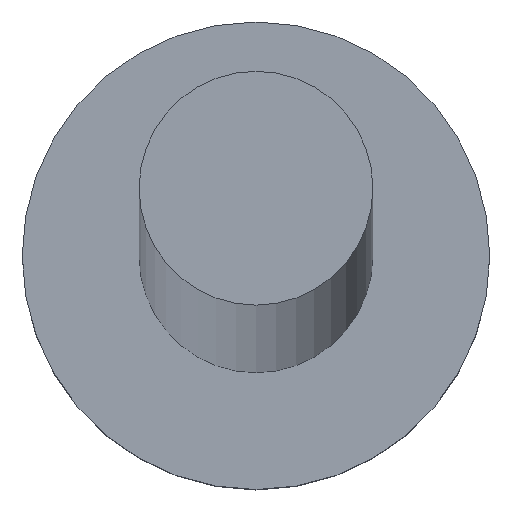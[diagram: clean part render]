
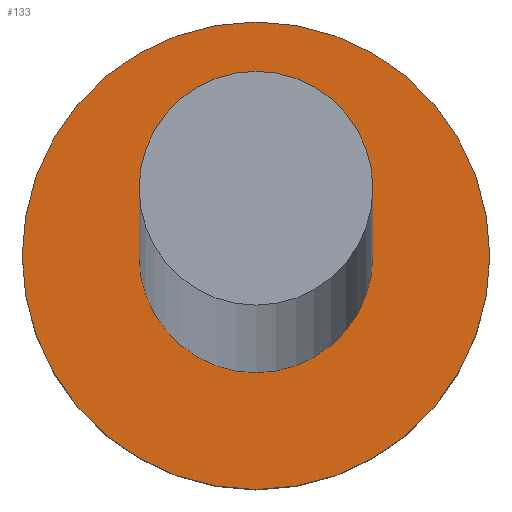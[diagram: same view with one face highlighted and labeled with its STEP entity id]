
A CAD part, top view. The second image highlights one B-rep face of the part: STEP entity #133.
In plain terms, the highlighted planar face has unit normal (0, 0, 1).
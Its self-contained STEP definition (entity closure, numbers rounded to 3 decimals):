
#5 = EDGE_CURVE ( 'NONE', #228, #143, #225, .T. ) ;
#7 = DIRECTION ( 'NONE',  ( 1., 0., 0. ) ) ;
#8 = DIRECTION ( 'NONE',  ( 1., 0., 0. ) ) ;
#9 = AXIS2_PLACEMENT_3D ( 'NONE', #31, #10, #113 ) ;
#10 = DIRECTION ( 'NONE',  ( 0., 0., 1. ) ) ;
#17 = CARTESIAN_POINT ( 'NONE',  ( 0.75, 0., 1.5 ) ) ;
#19 = CIRCLE ( 'NONE', #232, 1.5 ) ;
#31 = CARTESIAN_POINT ( 'NONE',  ( 0., 0., 1.5 ) ) ;
#40 = PLANE ( 'NONE',  #151 ) ;
#48 = DIRECTION ( 'NONE',  ( 1., 0., 0. ) ) ;
#52 = DIRECTION ( 'NONE',  ( 0., 0., 1. ) ) ;
#57 = FACE_OUTER_BOUND ( 'NONE', #206, .T. ) ;
#60 = CARTESIAN_POINT ( 'NONE',  ( -0.75, 0., 1.5 ) ) ;
#67 = ORIENTED_EDGE ( 'NONE', *, *, #5, .T. ) ;
#74 = DIRECTION ( 'NONE',  ( 1., 0., 0. ) ) ;
#76 = EDGE_CURVE ( 'NONE', #168, #100, #118, .T. ) ;
#84 = CIRCLE ( 'NONE', #9, 0.75 ) ;
#85 = CARTESIAN_POINT ( 'NONE',  ( 0., 0., 1.5 ) ) ;
#86 = EDGE_CURVE ( 'NONE', #143, #228, #19, .T. ) ;
#88 = DIRECTION ( 'NONE',  ( 0., 0., 1. ) ) ;
#94 = CARTESIAN_POINT ( 'NONE',  ( 1.5, 0., 1.5 ) ) ;
#100 = VERTEX_POINT ( 'NONE', #60 ) ;
#102 = ORIENTED_EDGE ( 'NONE', *, *, #163, .F. ) ;
#103 = AXIS2_PLACEMENT_3D ( 'NONE', #85, #127, #8 ) ;
#113 = DIRECTION ( 'NONE',  ( 1., 0., 0. ) ) ;
#118 = CIRCLE ( 'NONE', #103, 0.75 ) ;
#124 = AXIS2_PLACEMENT_3D ( 'NONE', #190, #149, #7 ) ;
#126 = ORIENTED_EDGE ( 'NONE', *, *, #86, .T. ) ;
#127 = DIRECTION ( 'NONE',  ( 0., 0., 1. ) ) ;
#133 = ADVANCED_FACE ( 'NONE', ( #236, #57 ), #40, .T. ) ;
#143 = VERTEX_POINT ( 'NONE', #251 ) ;
#147 = EDGE_LOOP ( 'NONE', ( #102, #199 ) ) ;
#149 = DIRECTION ( 'NONE',  ( 0., 0., 1. ) ) ;
#151 = AXIS2_PLACEMENT_3D ( 'NONE', #196, #52, #74 ) ;
#163 = EDGE_CURVE ( 'NONE', #100, #168, #84, .T. ) ;
#168 = VERTEX_POINT ( 'NONE', #17 ) ;
#190 = CARTESIAN_POINT ( 'NONE',  ( 0., 0., 1.5 ) ) ;
#196 = CARTESIAN_POINT ( 'NONE',  ( 0., 0., 1.5 ) ) ;
#199 = ORIENTED_EDGE ( 'NONE', *, *, #76, .F. ) ;
#206 = EDGE_LOOP ( 'NONE', ( #126, #67 ) ) ;
#225 = CIRCLE ( 'NONE', #124, 1.5 ) ;
#228 = VERTEX_POINT ( 'NONE', #94 ) ;
#232 = AXIS2_PLACEMENT_3D ( 'NONE', #245, #88, #48 ) ;
#236 = FACE_BOUND ( 'NONE', #147, .T. ) ;
#245 = CARTESIAN_POINT ( 'NONE',  ( 0., 0., 1.5 ) ) ;
#251 = CARTESIAN_POINT ( 'NONE',  ( -1.5, 0., 1.5 ) ) ;
